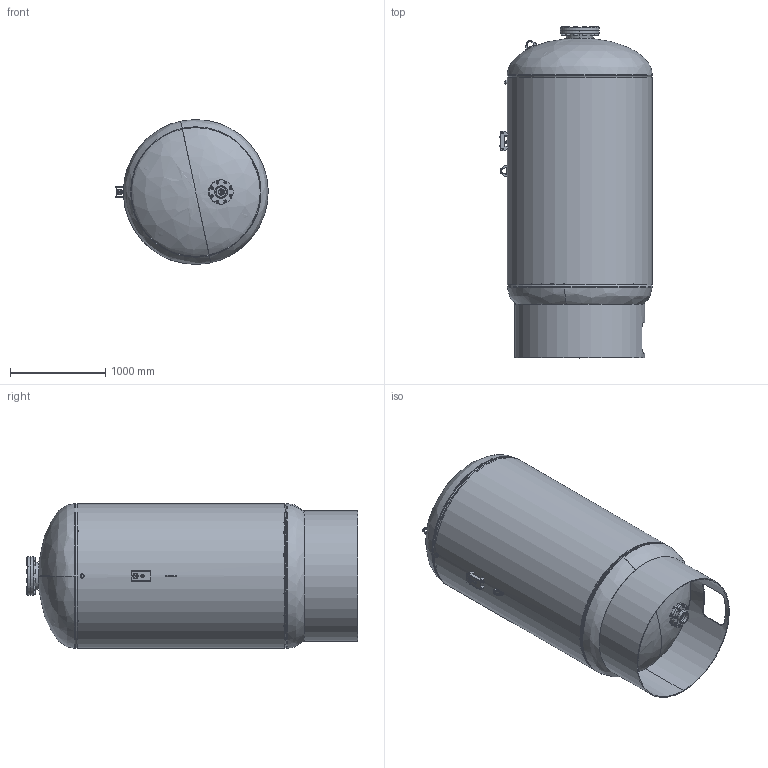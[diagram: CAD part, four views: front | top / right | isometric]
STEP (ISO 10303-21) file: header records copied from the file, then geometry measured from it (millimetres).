
FILE_DESCRIPTION (( 'STEP AP203' ), '1' );
FILE_NAME ('FXA-5000.STEP', '2021-03-29T12:53:16', ( '' ), ( '' ), 'SwSTEP 2.0', 'SolidWorks 2021', '' );
FILE_SCHEMA (( 'CONFIG_CONTROL_DESIGN' ));
Length unit declared in the file: inch
Products named in the file (32): 9800635_9800635; 9500010; 9301100_2; 9800370^A-V1320002_9800370; 99K0776; 9800495_5081T62; PLUGS_9500150; 9500050; 9200244; 9400514; 9500000; Garlock F.F. Gaskets 150# .0625 tk_9471010; 99K0777; 9800614_9800614; 9800401_9800400; 9800541_HHBOLT 0.6250-11x1.75x1.75-N; 9400595; 9500030; 9800460_03-34; BLIND FLANGES ASME B16.5_10 150# SA-105; 9400542; 9500080; 9400065; FXA-5000; 9461780; 99B1783; 07200310_5081T17; 9800542_HHBOLT 0.6250-11x2.5x2.5-N; Couplings_9500460; 9800620_HHNUT 0.6250-11-D-N; 9400045
Assembly tree (73 placements, depth 2):
  FXA-5000
    99B1783
    9200244
    9200244
    9500000
    9500010
    9500030
    9500050
    9500080
    Couplings_9500460
    9800460_03-34
    07200310_5081T17
    9800401_9800400
    PLUGS_9500150
    9800495_5081T62
    9301100_2
    9461780
    BLIND FLANGES ASME B16.5_10 150# SA-105
    9400065
    9400045
    9800541_HHBOLT 0.6250-11x1.75x1.75-N  x2
    9800542_HHBOLT 0.6250-11x2.5x2.5-N  x8
    9800614_9800614  x12
    9800620_HHNUT 0.6250-11-D-N  x10
    9800635_9800635  x12
    Garlock F.F. Gaskets 150# .0625 tk_9471010
    9800370^A-V1320002_9800370
    9400542  x2
    9400595  x2
    9400514
    99K0776  x2
    99K0777
Bounding box: 1603.27 x 3492.09 x 1524 mm (x, y, z)
Volume: 174159265.5 mm3; surface area: 46032523.4 mm2
Topology: 77 solids, 77 shells, 2228 faces, 5116 edges, 3071 vertices
Faces by surface type: cone 818, plane 732, cylinder 558, torus 70, bspline 50
Full cylindrical faces by diameter (mm): 1355.913 x1, 1371.788 x1, 1508.125 x1, 1524 x1
Entity records: 50957 total; most frequent: CARTESIAN_POINT 17792, DIRECTION 6248, ORIENTED_EDGE 5740, EDGE_CURVE 2870, AXIS2_PLACEMENT_3D 2448, VERTEX_POINT 1763, EDGE_LOOP 1419, VECTOR 1352
